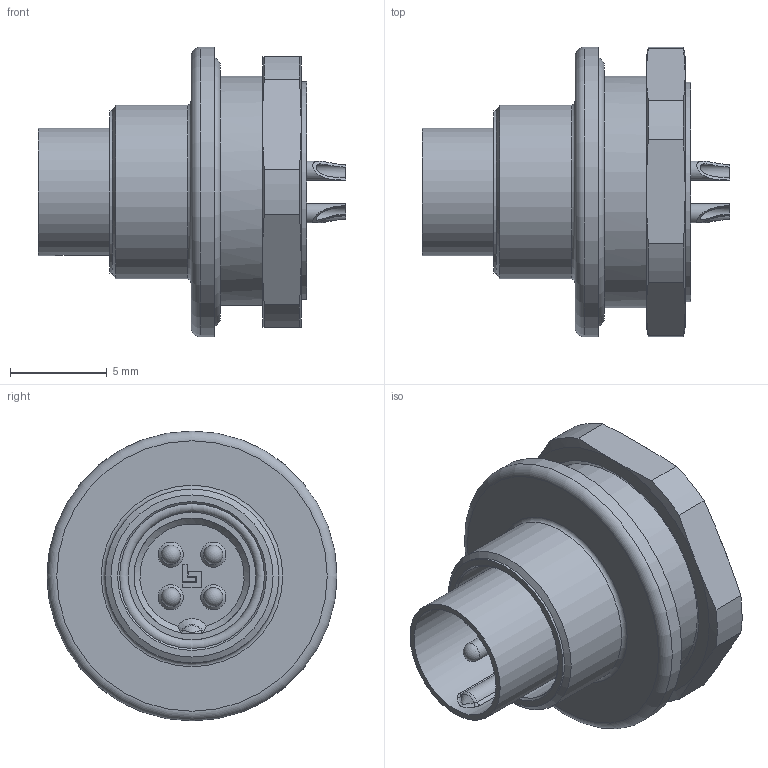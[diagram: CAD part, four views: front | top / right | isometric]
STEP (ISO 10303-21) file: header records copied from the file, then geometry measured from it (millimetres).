
FILE_DESCRIPTION(/* description */ (''),/* implementation_level */ '2;1');
FILE_NAME(/* name */ '09-0411-00-04_bg.stp',/* time_stamp */ '2010-09-03T10:51:27+02:00',/* author */ (''),/* organization */ (''),/* preprocessor_version */ 'ST-DEVELOPER v11',/* originating_system */ 'UGS - NX 5.0',/* authorisation */ '');
FILE_SCHEMA (('CONFIG_CONTROL_DESIGN'));
Length unit declared in the file: millimetre
Products named in the file (1): kbor99295s98
Bounding box: 15.9 x 15 x 15 mm (x, y, z)
Volume: 937.5 mm3; surface area: 1421.2 mm2
Topology: 1 solids, 1 shells, 134 faces, 349 edges, 220 vertices
Faces by surface type: cylinder 45, plane 40, cone 33, sphere 6, torus 5, bspline 5
Full cylindrical faces by diameter (mm): 0.7 x4, 1 x8, 6 x1, 6.6 x1, 7.5 x1, 8.387 x1, 9 x1, 9.65 x1, 12 x1, 15 x1
Entity records: 3999 total; most frequent: CARTESIAN_POINT 1153, DIRECTION 574, ORIENTED_EDGE 510, EDGE_CURVE 255, AXIS2_PLACEMENT_3D 244, EDGE_LOOP 190, VERTEX_POINT 181, ADVANCED_FACE 134
